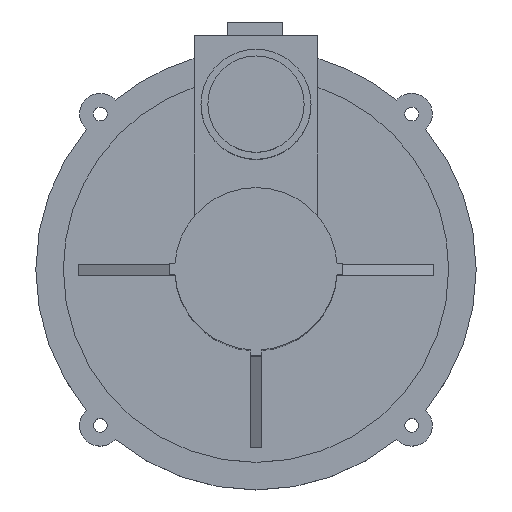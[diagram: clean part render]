
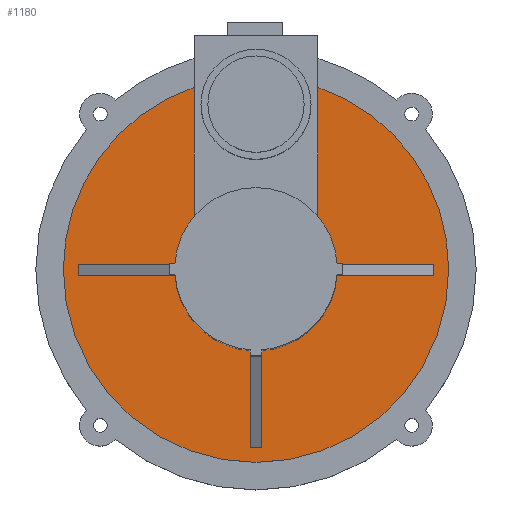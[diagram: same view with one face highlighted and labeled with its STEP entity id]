
A CAD part, top view. The second image highlights one B-rep face of the part: STEP entity #1180.
In plain terms, the highlighted planar face has unit normal (0, 0, 1).
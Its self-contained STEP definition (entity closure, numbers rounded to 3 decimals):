
#29 = DIRECTION ( 'NONE',  ( 1., 0., 0. ) ) ;
#40 = ORIENTED_EDGE ( 'NONE', *, *, #1392, .T. ) ;
#44 = VERTEX_POINT ( 'NONE', #1760 ) ;
#69 = ORIENTED_EDGE ( 'NONE', *, *, #969, .F. ) ;
#79 = EDGE_LOOP ( 'NONE', ( #1344, #925, #40, #1802, #508, #1591, #1693, #306, #587, #1494, #1789, #1815, #956, #135, #1146, #477, #1541, #69 ) ) ;
#109 = EDGE_CURVE ( 'NONE', #842, #596, #361, .T. ) ;
#122 = CARTESIAN_POINT ( 'NONE',  ( -164.084, 0., 31.75 ) ) ;
#135 = ORIENTED_EDGE ( 'NONE', *, *, #1125, .F. ) ;
#173 = DIRECTION ( 'NONE',  ( 1., 0., 0. ) ) ;
#192 = DIRECTION ( 'NONE',  ( 1., 0., 0. ) ) ;
#214 = CIRCLE ( 'NONE', #1040, 74.93 ) ;
#221 = CARTESIAN_POINT ( 'NONE',  ( 164.084, 0., 31.75 ) ) ;
#222 = VERTEX_POINT ( 'NONE', #1168 ) ;
#225 = CARTESIAN_POINT ( 'NONE',  ( -177.8, 0., 31.75 ) ) ;
#249 = VERTEX_POINT ( 'NONE', #1783 ) ;
#257 = DIRECTION ( 'NONE',  ( 1., 0., 0. ) ) ;
#277 = CARTESIAN_POINT ( 'NONE',  ( 57.15, 168.365, 31.75 ) ) ;
#282 = FACE_OUTER_BOUND ( 'NONE', #79, .T. ) ;
#293 = DIRECTION ( 'NONE',  ( 0., -1., 0. ) ) ;
#302 = CARTESIAN_POINT ( 'NONE',  ( 164.084, -5.08, 31.75 ) ) ;
#306 = ORIENTED_EDGE ( 'NONE', *, *, #1757, .T. ) ;
#343 = EDGE_CURVE ( 'NONE', #712, #1424, #515, .T. ) ;
#361 = LINE ( 'NONE', #1346, #1884 ) ;
#372 = EDGE_CURVE ( 'NONE', #1044, #985, #1292, .T. ) ;
#389 = DIRECTION ( 'NONE',  ( 0., 0., 1. ) ) ;
#434 = LINE ( 'NONE', #1734, #1216 ) ;
#468 = CARTESIAN_POINT ( 'NONE',  ( 0., 0., 31.75 ) ) ;
#474 = CARTESIAN_POINT ( 'NONE',  ( 0., 0., 31.75 ) ) ;
#475 = EDGE_CURVE ( 'NONE', #982, #249, #476, .T. ) ;
#476 = LINE ( 'NONE', #221, #1490 ) ;
#477 = ORIENTED_EDGE ( 'NONE', *, *, #109, .T. ) ;
#479 = LINE ( 'NONE', #695, #1700 ) ;
#493 = DIRECTION ( 'NONE',  ( 0., 0., 1. ) ) ;
#504 = CARTESIAN_POINT ( 'NONE',  ( -57.15, 48.46, 31.75 ) ) ;
#506 = DIRECTION ( 'NONE',  ( 0., 0., 1. ) ) ;
#508 = ORIENTED_EDGE ( 'NONE', *, *, #372, .T. ) ;
#515 = CIRCLE ( 'NONE', #817, 74.93 ) ;
#538 = LINE ( 'NONE', #1845, #1510 ) ;
#545 = CIRCLE ( 'NONE', #706, 177.8 ) ;
#548 = LINE ( 'NONE', #1054, #898 ) ;
#587 = ORIENTED_EDGE ( 'NONE', *, *, #475, .F. ) ;
#592 = CARTESIAN_POINT ( 'NONE',  ( -5.08, 0., 31.75 ) ) ;
#594 = LINE ( 'NONE', #880, #949 ) ;
#596 = VERTEX_POINT ( 'NONE', #1071 ) ;
#621 = DIRECTION ( 'NONE',  ( 1., 0., 0. ) ) ;
#626 = CARTESIAN_POINT ( 'NONE',  ( 5.08, -164.084, 31.75 ) ) ;
#632 = DIRECTION ( 'NONE',  ( 0., 0., 1. ) ) ;
#644 = LINE ( 'NONE', #1528, #848 ) ;
#656 = CARTESIAN_POINT ( 'NONE',  ( 74.758, 5.08, 31.75 ) ) ;
#665 = VERTEX_POINT ( 'NONE', #225 ) ;
#674 = DIRECTION ( 'NONE',  ( 0., 1., 0. ) ) ;
#695 = CARTESIAN_POINT ( 'NONE',  ( 5.08, 0., 31.75 ) ) ;
#696 = CARTESIAN_POINT ( 'NONE',  ( -74.758, -5.08, 31.75 ) ) ;
#706 = AXIS2_PLACEMENT_3D ( 'NONE', #1840, #506, #1257 ) ;
#712 = VERTEX_POINT ( 'NONE', #504 ) ;
#718 = CARTESIAN_POINT ( 'NONE',  ( 0., 0., 31.75 ) ) ;
#749 = VERTEX_POINT ( 'NONE', #656 ) ;
#758 = CIRCLE ( 'NONE', #1107, 74.93 ) ;
#772 = EDGE_CURVE ( 'NONE', #712, #1559, #538, .T. ) ;
#788 = DIRECTION ( 'NONE',  ( 0., 0., 1. ) ) ;
#811 = AXIS2_PLACEMENT_3D ( 'NONE', #1115, #1879, #257 ) ;
#817 = AXIS2_PLACEMENT_3D ( 'NONE', #903, #1199, #173 ) ;
#834 = CARTESIAN_POINT ( 'NONE',  ( 0., 0., 31.75 ) ) ;
#842 = VERTEX_POINT ( 'NONE', #696 ) ;
#843 = DIRECTION ( 'NONE',  ( 0., -1., 0. ) ) ;
#848 = VECTOR ( 'NONE', #1542, 1000. ) ;
#880 = CARTESIAN_POINT ( 'NONE',  ( 0., -164.084, 31.75 ) ) ;
#898 = VECTOR ( 'NONE', #192, 1000. ) ;
#903 = CARTESIAN_POINT ( 'NONE',  ( 0., 0., 31.75 ) ) ;
#921 = LINE ( 'NONE', #122, #1558 ) ;
#925 = ORIENTED_EDGE ( 'NONE', *, *, #772, .T. ) ;
#942 = DIRECTION ( 'NONE',  ( 1., 0., 0. ) ) ;
#946 = EDGE_CURVE ( 'NONE', #977, #1275, #594, .T. ) ;
#949 = VECTOR ( 'NONE', #1154, 1000. ) ;
#956 = ORIENTED_EDGE ( 'NONE', *, *, #946, .F. ) ;
#969 = EDGE_CURVE ( 'NONE', #1424, #44, #1872, .T. ) ;
#977 = VERTEX_POINT ( 'NONE', #1448 ) ;
#982 = VERTEX_POINT ( 'NONE', #302 ) ;
#985 = VERTEX_POINT ( 'NONE', #277 ) ;
#988 = EDGE_CURVE ( 'NONE', #1411, #222, #214, .T. ) ;
#1025 = CARTESIAN_POINT ( 'NONE',  ( 0., 5.08, 31.75 ) ) ;
#1035 = DIRECTION ( 'NONE',  ( -1., 0., 0. ) ) ;
#1040 = AXIS2_PLACEMENT_3D ( 'NONE', #718, #1297, #1321 ) ;
#1044 = VERTEX_POINT ( 'NONE', #1305 ) ;
#1047 = VERTEX_POINT ( 'NONE', #1907 ) ;
#1054 = CARTESIAN_POINT ( 'NONE',  ( 0., -5.08, 31.75 ) ) ;
#1071 = CARTESIAN_POINT ( 'NONE',  ( -164.084, -5.08, 31.75 ) ) ;
#1089 = CARTESIAN_POINT ( 'NONE',  ( 5.08, -74.758, 31.75 ) ) ;
#1107 = AXIS2_PLACEMENT_3D ( 'NONE', #834, #389, #1139 ) ;
#1115 = CARTESIAN_POINT ( 'NONE',  ( 0., 0., 31.75 ) ) ;
#1125 = EDGE_CURVE ( 'NONE', #1442, #977, #1749, .T. ) ;
#1139 = DIRECTION ( 'NONE',  ( 1., 0., 0. ) ) ;
#1146 = ORIENTED_EDGE ( 'NONE', *, *, #1186, .F. ) ;
#1154 = DIRECTION ( 'NONE',  ( 1., 0., 0. ) ) ;
#1168 = CARTESIAN_POINT ( 'NONE',  ( 74.758, -5.08, 31.75 ) ) ;
#1180 = ADVANCED_FACE ( 'NONE', ( #282 ), #1504, .T. ) ;
#1186 = EDGE_CURVE ( 'NONE', #842, #1442, #1800, .T. ) ;
#1199 = DIRECTION ( 'NONE',  ( 0., 0., 1. ) ) ;
#1216 = VECTOR ( 'NONE', #1280, 1000. ) ;
#1247 = DIRECTION ( 'NONE',  ( 0., 1., 0. ) ) ;
#1257 = DIRECTION ( 'NONE',  ( 1., 0., 0. ) ) ;
#1259 = EDGE_CURVE ( 'NONE', #222, #982, #548, .T. ) ;
#1264 = AXIS2_PLACEMENT_3D ( 'NONE', #474, #632, #29 ) ;
#1265 = CIRCLE ( 'NONE', #811, 177.8 ) ;
#1275 = VERTEX_POINT ( 'NONE', #626 ) ;
#1280 = DIRECTION ( 'NONE',  ( 1., 0., 0. ) ) ;
#1292 = CIRCLE ( 'NONE', #1675, 177.8 ) ;
#1297 = DIRECTION ( 'NONE',  ( 0., 0., 1. ) ) ;
#1305 = CARTESIAN_POINT ( 'NONE',  ( 177.8, 0., 31.75 ) ) ;
#1321 = DIRECTION ( 'NONE',  ( 1., 0., 0. ) ) ;
#1336 = EDGE_CURVE ( 'NONE', #985, #1047, #644, .T. ) ;
#1344 = ORIENTED_EDGE ( 'NONE', *, *, #343, .F. ) ;
#1346 = CARTESIAN_POINT ( 'NONE',  ( 0., -5.08, 31.75 ) ) ;
#1374 = DIRECTION ( 'NONE',  ( -1., 0., 0. ) ) ;
#1392 = EDGE_CURVE ( 'NONE', #1559, #665, #545, .T. ) ;
#1411 = VERTEX_POINT ( 'NONE', #1089 ) ;
#1424 = VERTEX_POINT ( 'NONE', #1687 ) ;
#1425 = VECTOR ( 'NONE', #1035, 1000. ) ;
#1442 = VERTEX_POINT ( 'NONE', #1853 ) ;
#1446 = DIRECTION ( 'NONE',  ( 0., -1., 0. ) ) ;
#1448 = CARTESIAN_POINT ( 'NONE',  ( -5.08, -164.084, 31.75 ) ) ;
#1485 = EDGE_CURVE ( 'NONE', #665, #1044, #1265, .T. ) ;
#1490 = VECTOR ( 'NONE', #1247, 1000. ) ;
#1494 = ORIENTED_EDGE ( 'NONE', *, *, #1259, .F. ) ;
#1504 = PLANE ( 'NONE',  #1264 ) ;
#1510 = VECTOR ( 'NONE', #674, 1000. ) ;
#1528 = CARTESIAN_POINT ( 'NONE',  ( 57.15, 0., 31.75 ) ) ;
#1532 = CARTESIAN_POINT ( 'NONE',  ( 0., 0., 31.75 ) ) ;
#1541 = ORIENTED_EDGE ( 'NONE', *, *, #1713, .F. ) ;
#1542 = DIRECTION ( 'NONE',  ( 0., -1., 0. ) ) ;
#1558 = VECTOR ( 'NONE', #1446, 1000. ) ;
#1559 = VERTEX_POINT ( 'NONE', #1856 ) ;
#1568 = EDGE_CURVE ( 'NONE', #749, #1047, #758, .T. ) ;
#1591 = ORIENTED_EDGE ( 'NONE', *, *, #1336, .T. ) ;
#1637 = AXIS2_PLACEMENT_3D ( 'NONE', #468, #788, #621 ) ;
#1675 = AXIS2_PLACEMENT_3D ( 'NONE', #1532, #493, #942 ) ;
#1687 = CARTESIAN_POINT ( 'NONE',  ( -74.758, 5.08, 31.75 ) ) ;
#1693 = ORIENTED_EDGE ( 'NONE', *, *, #1568, .F. ) ;
#1700 = VECTOR ( 'NONE', #843, 1000. ) ;
#1713 = EDGE_CURVE ( 'NONE', #44, #596, #921, .T. ) ;
#1715 = EDGE_CURVE ( 'NONE', #1411, #1275, #479, .T. ) ;
#1734 = CARTESIAN_POINT ( 'NONE',  ( 0., 5.08, 31.75 ) ) ;
#1749 = LINE ( 'NONE', #592, #1778 ) ;
#1757 = EDGE_CURVE ( 'NONE', #749, #249, #434, .T. ) ;
#1760 = CARTESIAN_POINT ( 'NONE',  ( -164.084, 5.08, 31.75 ) ) ;
#1778 = VECTOR ( 'NONE', #293, 1000. ) ;
#1783 = CARTESIAN_POINT ( 'NONE',  ( 164.084, 5.08, 31.75 ) ) ;
#1789 = ORIENTED_EDGE ( 'NONE', *, *, #988, .F. ) ;
#1800 = CIRCLE ( 'NONE', #1637, 74.93 ) ;
#1802 = ORIENTED_EDGE ( 'NONE', *, *, #1485, .T. ) ;
#1815 = ORIENTED_EDGE ( 'NONE', *, *, #1715, .T. ) ;
#1840 = CARTESIAN_POINT ( 'NONE',  ( 0., 0., 31.75 ) ) ;
#1845 = CARTESIAN_POINT ( 'NONE',  ( -57.15, 0., 31.75 ) ) ;
#1853 = CARTESIAN_POINT ( 'NONE',  ( -5.08, -74.758, 31.75 ) ) ;
#1856 = CARTESIAN_POINT ( 'NONE',  ( -57.15, 168.365, 31.75 ) ) ;
#1872 = LINE ( 'NONE', #1025, #1425 ) ;
#1879 = DIRECTION ( 'NONE',  ( 0., 0., 1. ) ) ;
#1884 = VECTOR ( 'NONE', #1374, 1000. ) ;
#1907 = CARTESIAN_POINT ( 'NONE',  ( 57.15, 48.46, 31.75 ) ) ;
